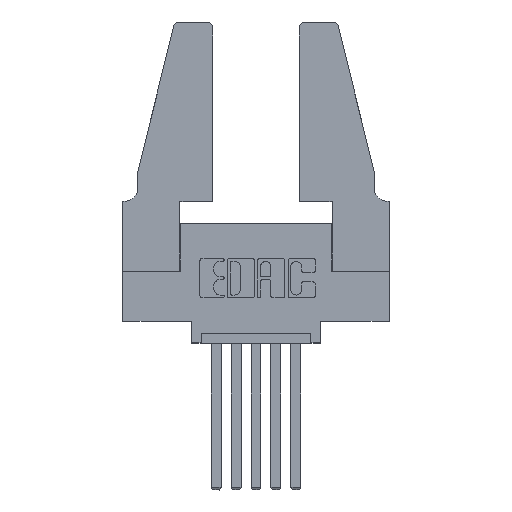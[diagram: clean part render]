
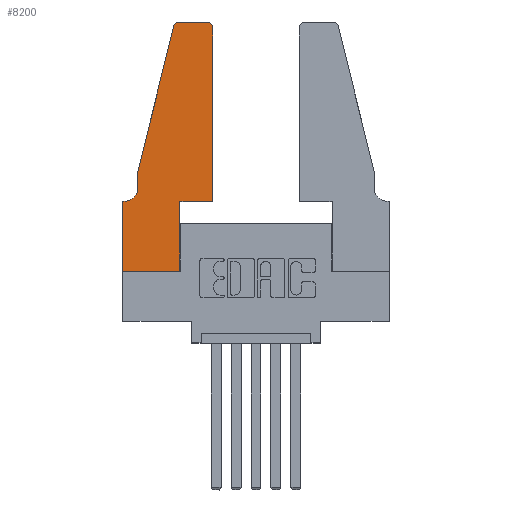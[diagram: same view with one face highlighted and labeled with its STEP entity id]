
A CAD part, top view. The second image highlights one B-rep face of the part: STEP entity #8200.
In plain terms, the highlighted planar face has unit normal (0, 0, 1).
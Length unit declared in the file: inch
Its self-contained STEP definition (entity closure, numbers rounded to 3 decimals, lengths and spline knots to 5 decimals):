
#20 = DIRECTION ( 'NONE',  ( 1., 0., 0. ) ) ;
#117 = ORIENTED_EDGE ( 'NONE', *, *, #542, .T. ) ;
#127 = EDGE_CURVE ( 'NONE', #8688, #6419, #1180, .T. ) ;
#175 = CARTESIAN_POINT ( 'NONE',  ( 0.2605, 1.25, 0.37 ) ) ;
#213 = LINE ( 'NONE', #1378, #7998 ) ;
#294 = VERTEX_POINT ( 'NONE', #3050 ) ;
#358 = DIRECTION ( 'NONE',  ( 0., 0., 1. ) ) ;
#374 = DIRECTION ( 'NONE',  ( 0., 1., 0. ) ) ;
#542 = EDGE_CURVE ( 'NONE', #6419, #6510, #9052, .T. ) ;
#900 = EDGE_CURVE ( 'NONE', #5008, #8111, #213, .T. ) ;
#905 = VERTEX_POINT ( 'NONE', #6417 ) ;
#1109 = LINE ( 'NONE', #7168, #2279 ) ;
#1114 = DIRECTION ( 'NONE',  ( -1., 0., 0. ) ) ;
#1115 = DIRECTION ( 'NONE',  ( 1., 0., 0. ) ) ;
#1131 = LINE ( 'NONE', #5387, #4502 ) ;
#1180 = CIRCLE ( 'NONE', #3133, 0.03 ) ;
#1252 = CARTESIAN_POINT ( 'NONE',  ( 0.284, 1.22, 0.37 ) ) ;
#1278 = CARTESIAN_POINT ( 'NONE',  ( 0.2865, 0.35, 0.37 ) ) ;
#1283 = ORIENTED_EDGE ( 'NONE', *, *, #4135, .T. ) ;
#1301 = AXIS2_PLACEMENT_3D ( 'NONE', #8404, #5069, #20 ) ;
#1378 = CARTESIAN_POINT ( 'NONE',  ( 0.4505, 0.35, 0.37 ) ) ;
#1473 = CARTESIAN_POINT ( 'NONE',  ( 0.4505, 1.22, 0.37 ) ) ;
#1612 = DIRECTION ( 'NONE',  ( 0., 1., 0. ) ) ;
#1737 = ORIENTED_EDGE ( 'NONE', *, *, #6085, .T. ) ;
#1743 = PLANE ( 'NONE',  #1301 ) ;
#1842 = CARTESIAN_POINT ( 'NONE',  ( 0.0755, 0.5, 0.37 ) ) ;
#2079 = DIRECTION ( 'NONE',  ( 1., 0., 0. ) ) ;
#2140 = DIRECTION ( 'NONE',  ( 1., 0., 0. ) ) ;
#2279 = VECTOR ( 'NONE', #374, 39.37008 ) ;
#2298 = ORIENTED_EDGE ( 'NONE', *, *, #3497, .T. ) ;
#2377 = ORIENTED_EDGE ( 'NONE', *, *, #5555, .T. ) ;
#2498 = LINE ( 'NONE', #5527, #3282 ) ;
#2709 = DIRECTION ( 'NONE',  ( 0., -1., 0. ) ) ;
#2770 = ORIENTED_EDGE ( 'NONE', *, *, #4148, .T. ) ;
#2893 = CARTESIAN_POINT ( 'NONE',  ( 0.0755, 0.35, 0.37 ) ) ;
#3050 = CARTESIAN_POINT ( 'NONE',  ( 0.0055, 0.35, 0.37 ) ) ;
#3111 = EDGE_CURVE ( 'NONE', #10571, #905, #4925, .T. ) ;
#3133 = AXIS2_PLACEMENT_3D ( 'NONE', #10567, #9628, #2079 ) ;
#3135 = DIRECTION ( 'NONE',  ( -0.239, -0.971, 0. ) ) ;
#3282 = VECTOR ( 'NONE', #3135, 39.37008 ) ;
#3497 = EDGE_CURVE ( 'NONE', #905, #4543, #1131, .T. ) ;
#3755 = CARTESIAN_POINT ( 'NONE',  ( 0., 0.35, 0.37 ) ) ;
#4076 = CARTESIAN_POINT ( 'NONE',  ( 0.0755, 0.42, 0.37 ) ) ;
#4089 = VERTEX_POINT ( 'NONE', #9696 ) ;
#4135 = EDGE_CURVE ( 'NONE', #8111, #8688, #1109, .T. ) ;
#4148 = EDGE_CURVE ( 'NONE', #294, #10571, #8849, .T. ) ;
#4236 = DIRECTION ( 'NONE',  ( -1., 0., 0. ) ) ;
#4327 = CARTESIAN_POINT ( 'NONE',  ( 0.2865, 0., 0.37 ) ) ;
#4502 = VECTOR ( 'NONE', #1115, 39.37008 ) ;
#4543 = VERTEX_POINT ( 'NONE', #4327 ) ;
#4620 = VECTOR ( 'NONE', #7091, 39.37008 ) ;
#4796 = CARTESIAN_POINT ( 'NONE',  ( 0.2865, 0.35, 0.37 ) ) ;
#4925 = LINE ( 'NONE', #10129, #10030 ) ;
#5008 = VERTEX_POINT ( 'NONE', #1278 ) ;
#5051 = ORIENTED_EDGE ( 'NONE', *, *, #127, .T. ) ;
#5069 = DIRECTION ( 'NONE',  ( 0., 0., 1. ) ) ;
#5092 = ORIENTED_EDGE ( 'NONE', *, *, #8134, .T. ) ;
#5093 = DIRECTION ( 'NONE',  ( 0., -1., 0. ) ) ;
#5229 = LINE ( 'NONE', #4796, #8949 ) ;
#5387 = CARTESIAN_POINT ( 'NONE',  ( 0., 0., 0.37 ) ) ;
#5389 = CIRCLE ( 'NONE', #8059, 0.07 ) ;
#5527 = CARTESIAN_POINT ( 'NONE',  ( 0.0755, 0.5, 0.37 ) ) ;
#5555 = EDGE_CURVE ( 'NONE', #4089, #8192, #2498, .T. ) ;
#5745 = ORIENTED_EDGE ( 'NONE', *, *, #900, .T. ) ;
#5772 = FACE_OUTER_BOUND ( 'NONE', #9155, .T. ) ;
#6085 = EDGE_CURVE ( 'NONE', #6510, #4089, #9595, .T. ) ;
#6222 = CARTESIAN_POINT ( 'NONE',  ( 0.0055, 0.42, 0.37 ) ) ;
#6417 = CARTESIAN_POINT ( 'NONE',  ( 0., 0., 0.37 ) ) ;
#6419 = VERTEX_POINT ( 'NONE', #10314 ) ;
#6510 = VERTEX_POINT ( 'NONE', #10425 ) ;
#7091 = DIRECTION ( 'NONE',  ( -1., 0., 0. ) ) ;
#7168 = CARTESIAN_POINT ( 'NONE',  ( 0.4505, 0.35, 0.37 ) ) ;
#7379 = CARTESIAN_POINT ( 'NONE',  ( 0.4505, 0.35, 0.37 ) ) ;
#7402 = AXIS2_PLACEMENT_3D ( 'NONE', #1252, #358, #10397 ) ;
#7841 = EDGE_CURVE ( 'NONE', #10040, #294, #5389, .T. ) ;
#7998 = VECTOR ( 'NONE', #2140, 39.37008 ) ;
#8059 = AXIS2_PLACEMENT_3D ( 'NONE', #6222, #10291, #1114 ) ;
#8110 = LINE ( 'NONE', #1842, #8362 ) ;
#8111 = VERTEX_POINT ( 'NONE', #7379 ) ;
#8134 = EDGE_CURVE ( 'NONE', #4543, #5008, #5229, .T. ) ;
#8192 = VERTEX_POINT ( 'NONE', #10002 ) ;
#8200 = ADVANCED_FACE ( 'NONE', ( #5772 ), #1743, .T. ) ;
#8362 = VECTOR ( 'NONE', #2709, 39.37008 ) ;
#8404 = CARTESIAN_POINT ( 'NONE',  ( 0., 0.35, 0.37 ) ) ;
#8493 = ORIENTED_EDGE ( 'NONE', *, *, #3111, .T. ) ;
#8688 = VERTEX_POINT ( 'NONE', #1473 ) ;
#8849 = LINE ( 'NONE', #2893, #4620 ) ;
#8949 = VECTOR ( 'NONE', #1612, 39.37008 ) ;
#9052 = LINE ( 'NONE', #175, #9952 ) ;
#9155 = EDGE_LOOP ( 'NONE', ( #117, #1737, #2377, #9545, #9626, #2770, #8493, #2298, #5092, #5745, #1283, #5051 ) ) ;
#9545 = ORIENTED_EDGE ( 'NONE', *, *, #10834, .T. ) ;
#9595 = CIRCLE ( 'NONE', #7402, 0.03 ) ;
#9626 = ORIENTED_EDGE ( 'NONE', *, *, #7841, .T. ) ;
#9628 = DIRECTION ( 'NONE',  ( 0., 0., 1. ) ) ;
#9696 = CARTESIAN_POINT ( 'NONE',  ( 0.25487, 1.22718, 0.37 ) ) ;
#9952 = VECTOR ( 'NONE', #4236, 39.37008 ) ;
#10002 = CARTESIAN_POINT ( 'NONE',  ( 0.0755, 0.5, 0.37 ) ) ;
#10030 = VECTOR ( 'NONE', #5093, 39.37008 ) ;
#10040 = VERTEX_POINT ( 'NONE', #4076 ) ;
#10129 = CARTESIAN_POINT ( 'NONE',  ( 0., 0., 0.37 ) ) ;
#10291 = DIRECTION ( 'NONE',  ( 0., 0., -1. ) ) ;
#10314 = CARTESIAN_POINT ( 'NONE',  ( 0.4205, 1.25, 0.37 ) ) ;
#10397 = DIRECTION ( 'NONE',  ( 1., 0., 0. ) ) ;
#10425 = CARTESIAN_POINT ( 'NONE',  ( 0.284, 1.25, 0.37 ) ) ;
#10567 = CARTESIAN_POINT ( 'NONE',  ( 0.4205, 1.22, 0.37 ) ) ;
#10571 = VERTEX_POINT ( 'NONE', #3755 ) ;
#10834 = EDGE_CURVE ( 'NONE', #8192, #10040, #8110, .T. ) ;
